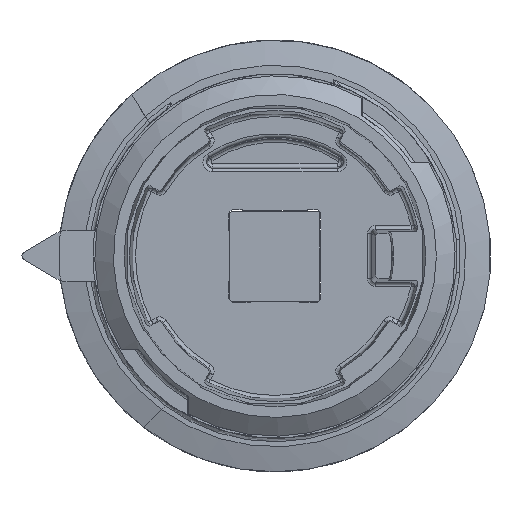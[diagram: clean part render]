
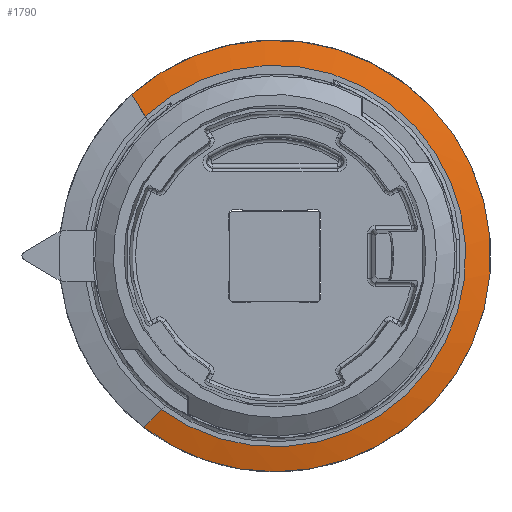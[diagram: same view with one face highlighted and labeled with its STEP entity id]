
A CAD part, left-side view. The second image highlights one B-rep face of the part: STEP entity #1790.
In plain terms, the highlighted conical face has half-angle 75.964 degrees and reference radius 28.75 mm.
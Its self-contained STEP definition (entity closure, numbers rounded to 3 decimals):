
#344=CONICAL_SURFACE('',#8350,28.75,75.964);
#1250=B_SPLINE_CURVE_WITH_KNOTS('',3,(#11846,#11847,#11848,#11849),
 .UNSPECIFIED.,.F.,.F.,(4,4),(0.,1.),.UNSPECIFIED.);
#1252=B_SPLINE_CURVE_WITH_KNOTS('',3,(#11861,#11862,#11863,#11864),
 .UNSPECIFIED.,.F.,.F.,(4,4),(0.,1.),.UNSPECIFIED.);
#1289=B_SPLINE_CURVE_WITH_KNOTS('',3,(#12475,#12476,#12477,#12478),
 .UNSPECIFIED.,.F.,.F.,(4,4),(0.,1.),.UNSPECIFIED.);
#1290=B_SPLINE_CURVE_WITH_KNOTS('',3,(#12480,#12481,#12482,#12483),
 .UNSPECIFIED.,.F.,.F.,(4,4),(0.,1.),.UNSPECIFIED.);
#1291=B_SPLINE_CURVE_WITH_KNOTS('',3,(#12486,#12487,#12488,#12489),
 .UNSPECIFIED.,.F.,.F.,(4,4),(0.,1.),.UNSPECIFIED.);
#1790=ADVANCED_FACE('',(#2392),#344,.T.);
#2392=FACE_OUTER_BOUND('',#2871,.T.);
#2871=EDGE_LOOP('',(#3640,#3641,#3642,#3643,#3644,#3645,#3646,#3647));
#3640=ORIENTED_EDGE('',*,*,#6731,.F.);
#3641=ORIENTED_EDGE('',*,*,#6727,.F.);
#3642=ORIENTED_EDGE('',*,*,#6732,.F.);
#3643=ORIENTED_EDGE('',*,*,#6733,.F.);
#3644=ORIENTED_EDGE('',*,*,#6595,.T.);
#3645=ORIENTED_EDGE('',*,*,#6599,.T.);
#3646=ORIENTED_EDGE('',*,*,#6734,.T.);
#3647=ORIENTED_EDGE('',*,*,#6735,.F.);
#5783=VERTEX_POINT('',#11838);
#5785=VERTEX_POINT('',#11845);
#5789=VERTEX_POINT('',#11860);
#5910=VERTEX_POINT('',#12467);
#5911=VERTEX_POINT('',#12469);
#5913=VERTEX_POINT('',#12479);
#5914=VERTEX_POINT('',#12484);
#5915=VERTEX_POINT('',#12490);
#6595=EDGE_CURVE('',#5783,#5785,#1250,.T.);
#6599=EDGE_CURVE('',#5785,#5789,#1252,.T.);
#6727=EDGE_CURVE('',#5910,#5911,#7827,.T.);
#6731=EDGE_CURVE('',#5911,#5913,#1289,.T.);
#6732=EDGE_CURVE('',#5914,#5910,#1290,.T.);
#6733=EDGE_CURVE('',#5783,#5914,#7829,.T.);
#6734=EDGE_CURVE('',#5789,#5915,#1291,.T.);
#6735=EDGE_CURVE('',#5913,#5915,#7830,.T.);
#7827=CIRCLE('',#8345,25.417);
#7829=CIRCLE('',#8348,28.75);
#7830=CIRCLE('',#8349,28.75);
#8345=AXIS2_PLACEMENT_3D('',#12468,#9445,#9446);
#8348=AXIS2_PLACEMENT_3D('',#12485,#9453,#9454);
#8349=AXIS2_PLACEMENT_3D('',#12491,#9455,#9456);
#8350=AXIS2_PLACEMENT_3D('',#12492,#9457,#9458);
#9445=DIRECTION('',(-1.,0.,0.));
#9446=DIRECTION('',(0.,1.,0.));
#9453=DIRECTION('',(1.,0.,0.));
#9454=DIRECTION('',(0.,1.,0.));
#9455=DIRECTION('',(1.,0.,0.));
#9456=DIRECTION('',(0.,1.,0.));
#9457=DIRECTION('',(1.,0.,0.));
#9458=DIRECTION('',(0.,-1.,0.));
#11838=CARTESIAN_POINT('',(-71.017,-28.647,-2.456));
#11845=CARTESIAN_POINT('',(-71.018,-28.65,-2.371));
#11846=CARTESIAN_POINT('',(-71.017,-28.647,-2.456));
#11847=CARTESIAN_POINT('',(-71.017,-28.649,-2.428));
#11848=CARTESIAN_POINT('',(-71.017,-28.65,-2.399));
#11849=CARTESIAN_POINT('',(-71.018,-28.65,-2.371));
#11860=CARTESIAN_POINT('',(-71.018,-28.65,2.332));
#11861=CARTESIAN_POINT('',(-71.018,-28.65,-2.371));
#11862=CARTESIAN_POINT('',(-71.05,-28.65,-0.804));
#11863=CARTESIAN_POINT('',(-71.05,-28.65,0.765));
#11864=CARTESIAN_POINT('',(-71.018,-28.65,2.332));
#12467=CARTESIAN_POINT('',(-71.85,15.224,-20.372));
#12468=CARTESIAN_POINT('',(-71.85,0.,-0.019));
#12469=CARTESIAN_POINT('',(-71.85,17.297,18.604));
#12475=CARTESIAN_POINT('',(-71.85,17.297,18.604));
#12476=CARTESIAN_POINT('',(-71.573,17.895,19.561));
#12477=CARTESIAN_POINT('',(-71.295,18.494,20.519));
#12478=CARTESIAN_POINT('',(-71.017,19.092,21.476));
#12479=CARTESIAN_POINT('',(-71.017,19.092,21.476));
#12480=CARTESIAN_POINT('',(-71.017,17.614,-22.742));
#12481=CARTESIAN_POINT('',(-71.295,16.817,-21.952));
#12482=CARTESIAN_POINT('',(-71.573,16.02,-21.162));
#12483=CARTESIAN_POINT('',(-71.85,15.224,-20.372));
#12484=CARTESIAN_POINT('',(-71.017,17.614,-22.742));
#12485=CARTESIAN_POINT('',(-71.017,0.,-0.019));
#12486=CARTESIAN_POINT('',(-71.018,-28.65,2.332));
#12487=CARTESIAN_POINT('',(-71.017,-28.65,2.361));
#12488=CARTESIAN_POINT('',(-71.017,-28.649,2.389));
#12489=CARTESIAN_POINT('',(-71.017,-28.647,2.417));
#12490=CARTESIAN_POINT('',(-71.017,-28.647,2.417));
#12491=CARTESIAN_POINT('',(-71.017,0.,-0.019));
#12492=CARTESIAN_POINT('',(-71.017,0.,-0.019));
